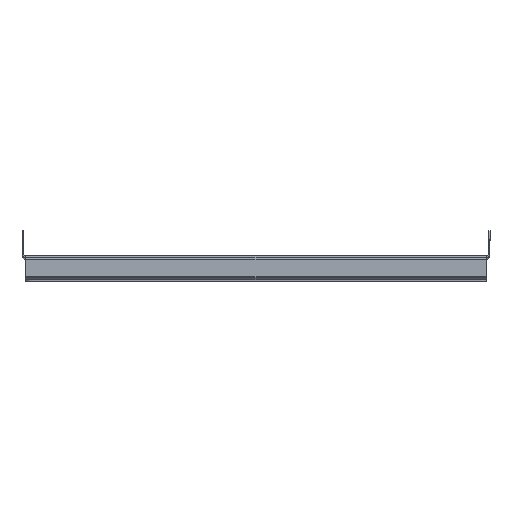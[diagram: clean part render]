
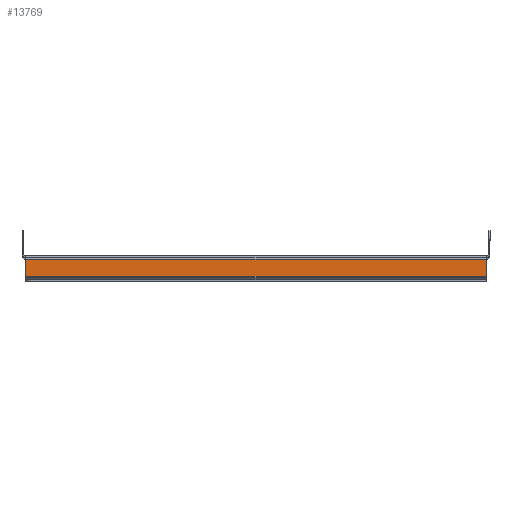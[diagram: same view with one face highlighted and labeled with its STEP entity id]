
A CAD part, top view. The second image highlights one B-rep face of the part: STEP entity #13769.
In plain terms, the highlighted planar face has unit normal (0, 0, 1).
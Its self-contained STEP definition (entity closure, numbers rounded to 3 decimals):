
#1167 = EDGE_CURVE ( 'NONE', #11861, #14163, #17467, .T. ) ;
#1601 = VECTOR ( 'NONE', #15924, 1000. ) ;
#2021 = ORIENTED_EDGE ( 'NONE', *, *, #2595, .T. ) ;
#2595 = EDGE_CURVE ( 'NONE', #14163, #9439, #17672, .T. ) ;
#3470 = CARTESIAN_POINT ( 'NONE',  ( 0., -3., 398.5 ) ) ;
#3592 = CARTESIAN_POINT ( 'NONE',  ( 193., -17., 398.5 ) ) ;
#3738 = CARTESIAN_POINT ( 'NONE',  ( 193., -24.243, 398.5 ) ) ;
#3786 = EDGE_LOOP ( 'NONE', ( #5787, #13532, #2021, #16410 ) ) ;
#4464 = VECTOR ( 'NONE', #11511, 1000. ) ;
#4555 = EDGE_CURVE ( 'NONE', #9439, #7146, #16064, .T. ) ;
#5392 = DIRECTION ( 'NONE',  ( 0., -1., 0. ) ) ;
#5493 = DIRECTION ( 'NONE',  ( 0., 0., 1. ) ) ;
#5787 = ORIENTED_EDGE ( 'NONE', *, *, #8750, .F. ) ;
#6353 = CARTESIAN_POINT ( 'NONE',  ( -193., -3., 398.5 ) ) ;
#6617 = DIRECTION ( 'NONE',  ( 0., 1., 0. ) ) ;
#7146 = VERTEX_POINT ( 'NONE', #6353 ) ;
#8750 = EDGE_CURVE ( 'NONE', #11861, #7146, #17484, .T. ) ;
#9439 = VERTEX_POINT ( 'NONE', #17105 ) ;
#10024 = FACE_OUTER_BOUND ( 'NONE', #3786, .T. ) ;
#10130 = PLANE ( 'NONE',  #11421 ) ;
#11055 = CARTESIAN_POINT ( 'NONE',  ( -193., -24.243, 398.5 ) ) ;
#11421 = AXIS2_PLACEMENT_3D ( 'NONE', #18595, #5493, #5392 ) ;
#11511 = DIRECTION ( 'NONE',  ( -1., 0., 0. ) ) ;
#11861 = VERTEX_POINT ( 'NONE', #18563 ) ;
#13532 = ORIENTED_EDGE ( 'NONE', *, *, #1167, .T. ) ;
#13769 = ADVANCED_FACE ( 'NONE', ( #10024 ), #10130, .T. ) ;
#14050 = CARTESIAN_POINT ( 'NONE',  ( -196., -17., 398.5 ) ) ;
#14163 = VERTEX_POINT ( 'NONE', #3592 ) ;
#15924 = DIRECTION ( 'NONE',  ( 0., 1., 0. ) ) ;
#16064 = LINE ( 'NONE', #3470, #4464 ) ;
#16410 = ORIENTED_EDGE ( 'NONE', *, *, #4555, .T. ) ;
#17105 = CARTESIAN_POINT ( 'NONE',  ( 193., -3., 398.5 ) ) ;
#17210 = VECTOR ( 'NONE', #6617, 1000. ) ;
#17467 = LINE ( 'NONE', #14050, #17830 ) ;
#17484 = LINE ( 'NONE', #11055, #1601 ) ;
#17672 = LINE ( 'NONE', #3738, #17210 ) ;
#17830 = VECTOR ( 'NONE', #20376, 1000. ) ;
#18563 = CARTESIAN_POINT ( 'NONE',  ( -193., -17., 398.5 ) ) ;
#18595 = CARTESIAN_POINT ( 'NONE',  ( 0., 0., 398.5 ) ) ;
#20376 = DIRECTION ( 'NONE',  ( 1., 0., 0. ) ) ;
